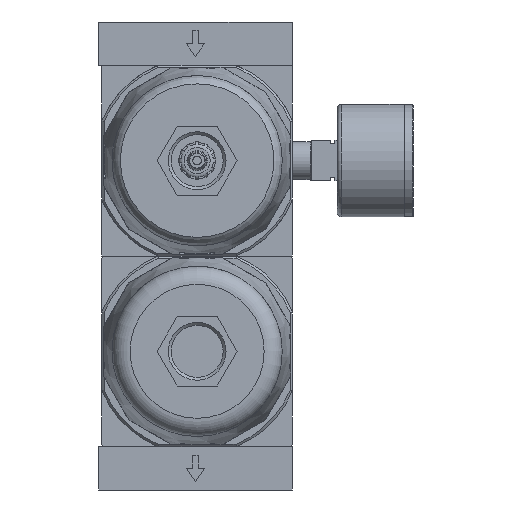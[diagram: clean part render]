
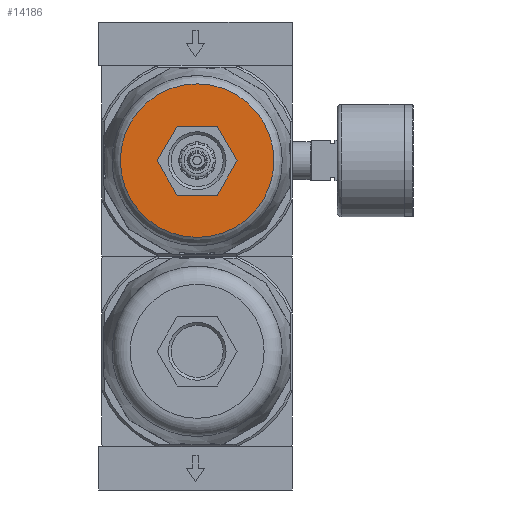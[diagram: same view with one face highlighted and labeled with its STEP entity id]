
A CAD part, front view. The second image highlights one B-rep face of the part: STEP entity #14186.
In plain terms, the highlighted planar face has unit normal (0, -1, 0).
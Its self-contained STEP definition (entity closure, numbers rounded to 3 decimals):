
#1262=LINE('',#27390,#2208);
#1265=LINE('',#27396,#2211);
#1268=LINE('',#27402,#2214);
#1271=LINE('',#27408,#2217);
#1274=LINE('',#27414,#2220);
#1277=LINE('',#27419,#2223);
#2208=VECTOR('',#22555,1000.);
#2211=VECTOR('',#22560,1000.);
#2214=VECTOR('',#22565,1000.);
#2217=VECTOR('',#22570,1000.);
#2220=VECTOR('',#22575,1000.);
#2223=VECTOR('',#22580,1000.);
#4515=ORIENTED_EDGE('',*,*,#7590,.T.);
#4516=ORIENTED_EDGE('',*,*,#7739,.T.);
#4517=ORIENTED_EDGE('',*,*,#7754,.T.);
#4518=ORIENTED_EDGE('',*,*,#7751,.T.);
#4519=ORIENTED_EDGE('',*,*,#7748,.T.);
#4520=ORIENTED_EDGE('',*,*,#7745,.T.);
#4521=ORIENTED_EDGE('',*,*,#7742,.T.);
#7590=EDGE_CURVE('',#9459,#9459,#10647,.F.);
#7739=EDGE_CURVE('',#9542,#9541,#1262,.T.);
#7742=EDGE_CURVE('',#9544,#9542,#1265,.T.);
#7745=EDGE_CURVE('',#9546,#9544,#1268,.T.);
#7748=EDGE_CURVE('',#9548,#9546,#1271,.T.);
#7751=EDGE_CURVE('',#9550,#9548,#1274,.T.);
#7754=EDGE_CURVE('',#9541,#9550,#1277,.T.);
#9459=VERTEX_POINT('',#26885);
#9541=VERTEX_POINT('',#27389);
#9542=VERTEX_POINT('',#27391);
#9544=VERTEX_POINT('',#27397);
#9546=VERTEX_POINT('',#27403);
#9548=VERTEX_POINT('',#27409);
#9550=VERTEX_POINT('',#27415);
#10647=CIRCLE('',#19792,26.576);
#11568=EDGE_LOOP('',(#4515));
#11569=EDGE_LOOP('',(#4516,#4517,#4518,#4519,#4520,#4521));
#12709=FACE_BOUND('',#11568,.T.);
#12710=FACE_BOUND('',#11569,.T.);
#13552=PLANE('',#19889);
#14186=ADVANCED_FACE('',(#12709,#12710),#13552,.F.);
#19792=AXIS2_PLACEMENT_3D('',#26884,#22299,#22300);
#19889=AXIS2_PLACEMENT_3D('',#27420,#22581,#22582);
#22299=DIRECTION('',(0.,1.,0.));
#22300=DIRECTION('',(0.,0.,1.));
#22555=DIRECTION('',(0.,0.,1.));
#22560=DIRECTION('',(-0.866,0.,0.5));
#22565=DIRECTION('',(-0.866,0.,-0.5));
#22570=DIRECTION('',(0.,0.,-1.));
#22575=DIRECTION('',(0.866,0.,-0.5));
#22580=DIRECTION('',(0.866,0.,0.5));
#22581=DIRECTION('',(0.,1.,0.));
#22582=DIRECTION('',(0.,0.,1.));
#26884=CARTESIAN_POINT('',(0.,-164.,0.));
#26885=CARTESIAN_POINT('',(0.,-164.,26.576));
#27389=CARTESIAN_POINT('',(-12.,-164.,6.928));
#27390=CARTESIAN_POINT('',(-12.,-164.,-6.928));
#27391=CARTESIAN_POINT('',(-12.,-164.,-6.928));
#27396=CARTESIAN_POINT('',(0.,-164.,-13.856));
#27397=CARTESIAN_POINT('',(0.,-164.,-13.856));
#27402=CARTESIAN_POINT('',(12.,-164.,-6.928));
#27403=CARTESIAN_POINT('',(12.,-164.,-6.928));
#27408=CARTESIAN_POINT('',(12.,-164.,6.928));
#27409=CARTESIAN_POINT('',(12.,-164.,6.928));
#27414=CARTESIAN_POINT('',(0.,-164.,13.856));
#27415=CARTESIAN_POINT('',(0.,-164.,13.856));
#27419=CARTESIAN_POINT('',(-12.,-164.,6.928));
#27420=CARTESIAN_POINT('',(0.,-164.,0.));
